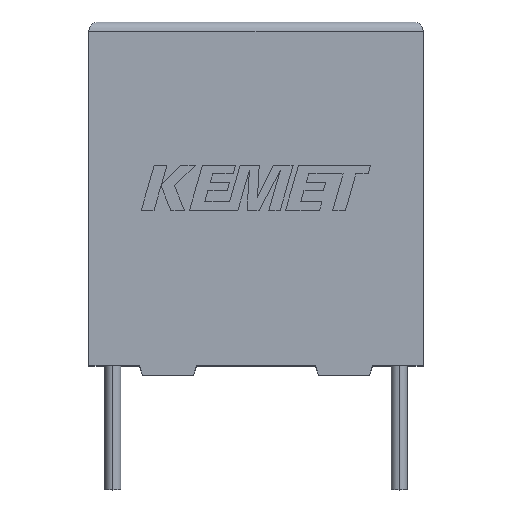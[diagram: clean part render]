
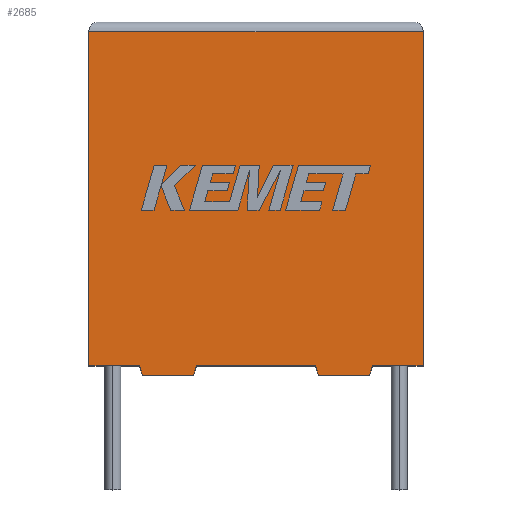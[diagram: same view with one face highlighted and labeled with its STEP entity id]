
A CAD part, top view. The second image highlights one B-rep face of the part: STEP entity #2685.
In plain terms, the highlighted planar face has unit normal (0, 0, 1).
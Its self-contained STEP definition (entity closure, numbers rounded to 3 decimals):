
#40 = VECTOR ( 'NONE', #3179, 1000. ) ;
#50 = CARTESIAN_POINT ( 'NONE',  ( 5.478, -0.5, 10.5 ) ) ;
#62 = EDGE_LOOP ( 'NONE', ( #2127, #2552, #3039, #1604, #2541, #938, #2097, #732, #1873, #2326, #1534, #3119 ) ) ;
#97 = EDGE_CURVE ( 'NONE', #621, #620, #1758, .T. ) ;
#169 = EDGE_CURVE ( 'NONE', #2286, #1473, #962, .T. ) ;
#191 = VECTOR ( 'NONE', #812, 1000. ) ;
#255 = DIRECTION ( 'NONE',  ( 0.287, 0.958, 0. ) ) ;
#262 = LINE ( 'NONE', #919, #2864 ) ;
#299 = CARTESIAN_POINT ( 'NONE',  ( 14.7, -0.5, 10.5 ) ) ;
#347 = LINE ( 'NONE', #299, #191 ) ;
#423 = EDGE_CURVE ( 'NONE', #2061, #2307, #3195, .T. ) ;
#428 = VERTEX_POINT ( 'NONE', #888 ) ;
#436 = DIRECTION ( 'NONE',  ( 0., 0., -1. ) ) ;
#452 = EDGE_CURVE ( 'NONE', #2061, #1195, #2540, .T. ) ;
#467 = VECTOR ( 'NONE', #3247, 1000. ) ;
#533 = CARTESIAN_POINT ( 'NONE',  ( 0., 0., 10.5 ) ) ;
#579 = DIRECTION ( 'NONE',  ( 0.287, -0.958, 0. ) ) ;
#593 = CARTESIAN_POINT ( 'NONE',  ( 2.65, 0., 10.5 ) ) ;
#620 = VERTEX_POINT ( 'NONE', #1739 ) ;
#621 = VERTEX_POINT ( 'NONE', #2721 ) ;
#631 = VERTEX_POINT ( 'NONE', #730 ) ;
#686 = EDGE_CURVE ( 'NONE', #1473, #631, #2422, .T. ) ;
#699 = CARTESIAN_POINT ( 'NONE',  ( 17.5, 0., 10.5 ) ) ;
#718 = EDGE_CURVE ( 'NONE', #782, #621, #1220, .T. ) ;
#730 = CARTESIAN_POINT ( 'NONE',  ( 0., 0., 10.5 ) ) ;
#732 = ORIENTED_EDGE ( 'NONE', *, *, #97, .T. ) ;
#782 = VERTEX_POINT ( 'NONE', #50 ) ;
#812 = DIRECTION ( 'NONE',  ( -1., 0., 0. ) ) ;
#840 = FACE_OUTER_BOUND ( 'NONE', #62, .T. ) ;
#888 = CARTESIAN_POINT ( 'NONE',  ( 2.8, -0.5, 10.5 ) ) ;
#890 = LINE ( 'NONE', #593, #1769 ) ;
#903 = DIRECTION ( 'NONE',  ( -0.287, -0.958, 0. ) ) ;
#919 = CARTESIAN_POINT ( 'NONE',  ( 12.023, -0.5, 10.5 ) ) ;
#924 = PLANE ( 'NONE',  #2958 ) ;
#938 = ORIENTED_EDGE ( 'NONE', *, *, #3064, .T. ) ;
#952 = CARTESIAN_POINT ( 'NONE',  ( 14.85, 0., 10.5 ) ) ;
#962 = LINE ( 'NONE', #2329, #1912 ) ;
#984 = CARTESIAN_POINT ( 'NONE',  ( 0., 0., 10.5 ) ) ;
#1020 = VERTEX_POINT ( 'NONE', #2945 ) ;
#1027 = VECTOR ( 'NONE', #903, 1000. ) ;
#1195 = VERTEX_POINT ( 'NONE', #699 ) ;
#1198 = DIRECTION ( 'NONE',  ( -0.287, 0.958, 0. ) ) ;
#1208 = VECTOR ( 'NONE', #1356, 1000. ) ;
#1220 = LINE ( 'NONE', #2750, #1377 ) ;
#1318 = DIRECTION ( 'NONE',  ( -1., 0., 0. ) ) ;
#1346 = CARTESIAN_POINT ( 'NONE',  ( 17.5, 17.5, 10.5 ) ) ;
#1356 = DIRECTION ( 'NONE',  ( 1., 0., 0. ) ) ;
#1377 = VECTOR ( 'NONE', #255, 1000. ) ;
#1473 = VERTEX_POINT ( 'NONE', #1638 ) ;
#1489 = LINE ( 'NONE', #1942, #40 ) ;
#1534 = ORIENTED_EDGE ( 'NONE', *, *, #423, .F. ) ;
#1602 = EDGE_CURVE ( 'NONE', #1195, #2286, #1489, .T. ) ;
#1604 = ORIENTED_EDGE ( 'NONE', *, *, #1987, .T. ) ;
#1638 = CARTESIAN_POINT ( 'NONE',  ( 0., 17.5, 10.5 ) ) ;
#1653 = CARTESIAN_POINT ( 'NONE',  ( 14.85, 0., 10.5 ) ) ;
#1705 = DIRECTION ( 'NONE',  ( -1., 0., 0. ) ) ;
#1739 = CARTESIAN_POINT ( 'NONE',  ( 11.873, 0., 10.5 ) ) ;
#1758 = LINE ( 'NONE', #533, #467 ) ;
#1769 = VECTOR ( 'NONE', #579, 1000. ) ;
#1787 = DIRECTION ( 'NONE',  ( 0., -1., 0. ) ) ;
#1873 = ORIENTED_EDGE ( 'NONE', *, *, #2484, .F. ) ;
#1906 = DIRECTION ( 'NONE',  ( 1., 0., 0. ) ) ;
#1912 = VECTOR ( 'NONE', #1318, 1000. ) ;
#1922 = CARTESIAN_POINT ( 'NONE',  ( 0., 0., 10.5 ) ) ;
#1940 = CARTESIAN_POINT ( 'NONE',  ( 0., 0., 10.5 ) ) ;
#1942 = CARTESIAN_POINT ( 'NONE',  ( 17.5, 0., 10.5 ) ) ;
#1987 = EDGE_CURVE ( 'NONE', #631, #1020, #2823, .T. ) ;
#2007 = LINE ( 'NONE', #2099, #1208 ) ;
#2061 = VERTEX_POINT ( 'NONE', #952 ) ;
#2097 = ORIENTED_EDGE ( 'NONE', *, *, #718, .T. ) ;
#2099 = CARTESIAN_POINT ( 'NONE',  ( 2.8, -0.5, 10.5 ) ) ;
#2127 = ORIENTED_EDGE ( 'NONE', *, *, #1602, .T. ) ;
#2217 = VECTOR ( 'NONE', #1787, 1000. ) ;
#2286 = VERTEX_POINT ( 'NONE', #1346 ) ;
#2289 = CARTESIAN_POINT ( 'NONE',  ( 0., 0., 10.5 ) ) ;
#2307 = VERTEX_POINT ( 'NONE', #3091 ) ;
#2326 = ORIENTED_EDGE ( 'NONE', *, *, #2956, .F. ) ;
#2329 = CARTESIAN_POINT ( 'NONE',  ( 0., 17.5, 10.5 ) ) ;
#2351 = VECTOR ( 'NONE', #1906, 1000. ) ;
#2356 = EDGE_CURVE ( 'NONE', #1020, #428, #890, .T. ) ;
#2394 = CARTESIAN_POINT ( 'NONE',  ( 12.023, -0.5, 10.5 ) ) ;
#2422 = LINE ( 'NONE', #2289, #2217 ) ;
#2484 = EDGE_CURVE ( 'NONE', #2993, #620, #262, .T. ) ;
#2540 = LINE ( 'NONE', #1922, #2351 ) ;
#2541 = ORIENTED_EDGE ( 'NONE', *, *, #2356, .T. ) ;
#2552 = ORIENTED_EDGE ( 'NONE', *, *, #169, .T. ) ;
#2685 = ADVANCED_FACE ( 'NONE', ( #840 ), #924, .F. ) ;
#2721 = CARTESIAN_POINT ( 'NONE',  ( 5.628, 0., 10.5 ) ) ;
#2746 = VECTOR ( 'NONE', #3236, 1000. ) ;
#2750 = CARTESIAN_POINT ( 'NONE',  ( 5.478, -0.5, 10.5 ) ) ;
#2823 = LINE ( 'NONE', #984, #2746 ) ;
#2864 = VECTOR ( 'NONE', #1198, 1000. ) ;
#2945 = CARTESIAN_POINT ( 'NONE',  ( 2.65, 0., 10.5 ) ) ;
#2956 = EDGE_CURVE ( 'NONE', #2307, #2993, #347, .T. ) ;
#2958 = AXIS2_PLACEMENT_3D ( 'NONE', #1940, #436, #1705 ) ;
#2993 = VERTEX_POINT ( 'NONE', #2394 ) ;
#3039 = ORIENTED_EDGE ( 'NONE', *, *, #686, .T. ) ;
#3064 = EDGE_CURVE ( 'NONE', #428, #782, #2007, .T. ) ;
#3091 = CARTESIAN_POINT ( 'NONE',  ( 14.7, -0.5, 10.5 ) ) ;
#3119 = ORIENTED_EDGE ( 'NONE', *, *, #452, .T. ) ;
#3179 = DIRECTION ( 'NONE',  ( 0., 1., 0. ) ) ;
#3195 = LINE ( 'NONE', #1653, #1027 ) ;
#3236 = DIRECTION ( 'NONE',  ( 1., 0., 0. ) ) ;
#3247 = DIRECTION ( 'NONE',  ( 1., 0., 0. ) ) ;
